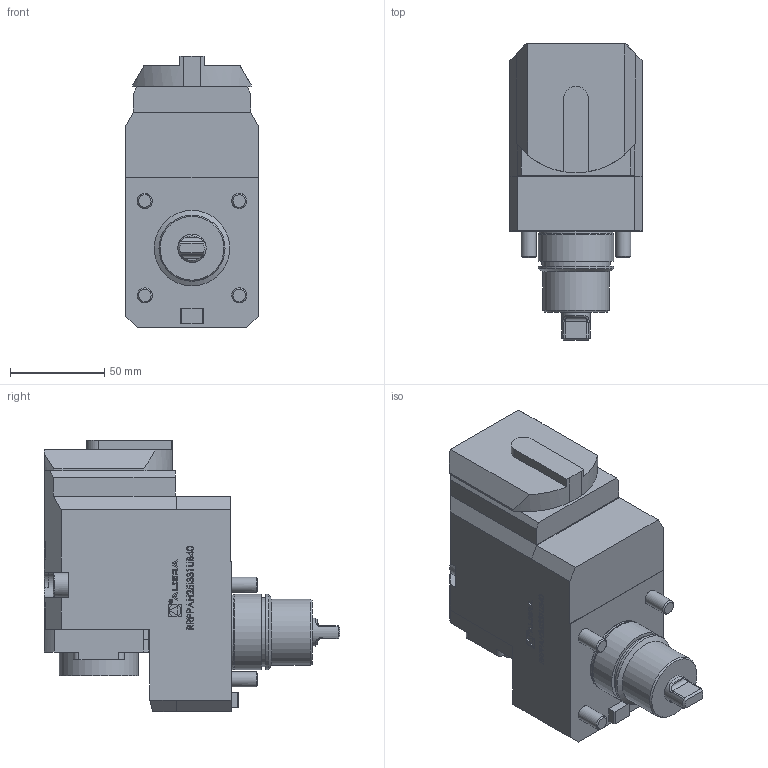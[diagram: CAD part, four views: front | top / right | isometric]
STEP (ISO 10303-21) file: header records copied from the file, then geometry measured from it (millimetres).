
FILE_DESCRIPTION (( 'STEP AP214' ), '1' );
FILE_NAME ('RRPPAH25I331UB40.STEP', '2025-09-25T14:41:15', ( '' ), ( '' ), 'SwSTEP 2.0', 'SolidWorks 2023', '' );
FILE_SCHEMA (( 'AUTOMOTIVE_DESIGN' ));
Length unit declared in the file: millimetre
Products named in the file (1): RRPPAH25I331UB40
Bounding box: 70 x 156.7 x 143.5 mm (x, y, z)
Volume: 818609.5 mm3; surface area: 65600.8 mm2
Topology: 1 solids, 1 shells, 509 faces, 1351 edges, 896 vertices
Faces by surface type: plane 332, bspline 98, cylinder 64, cone 11, torus 4
Full cylindrical faces by diameter (mm): 1.7 x1, 2.1 x1, 6.366 x1, 8 x4, 13 x2, 15 x1, 35 x1, 36.4 x1, 39.6 x1, 40 x2, 42 x1
Entity records: 25498 total; most frequent: CARTESIAN_POINT 9922, ORIENTED_EDGE 2628, DIRECTION 2048, EDGE_CURVE 1314, LINE 936, VECTOR 936, VERTEX_POINT 886, EDGE_LOOP 588
